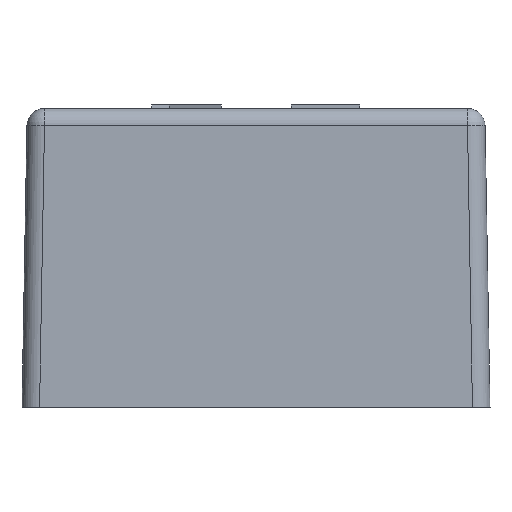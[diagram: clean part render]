
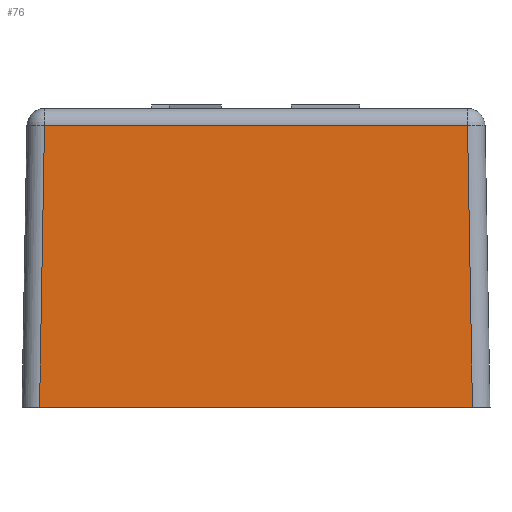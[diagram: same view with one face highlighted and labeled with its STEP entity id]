
A CAD part, left-side view. The second image highlights one B-rep face of the part: STEP entity #76.
In plain terms, the highlighted planar face has unit normal (-1, 0, 0.018).
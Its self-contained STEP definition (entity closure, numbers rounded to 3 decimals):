
#76 = ADVANCED_FACE( '', ( #164 ), #165, .T. );
#164 = FACE_OUTER_BOUND( '', #334, .T. );
#165 = PLANE( '', #335 );
#334 = EDGE_LOOP( '', ( #545, #546, #547, #548 ) );
#335 = AXIS2_PLACEMENT_3D( '', #549, #550, #551 );
#545 = ORIENTED_EDGE( '', *, *, #1199, .T. );
#546 = ORIENTED_EDGE( '', *, *, #1200, .T. );
#547 = ORIENTED_EDGE( '', *, *, #1201, .T. );
#548 = ORIENTED_EDGE( '', *, *, #1202, .T. );
#549 = CARTESIAN_POINT( '', ( -33.733, -33.733, 0. ) );
#550 = DIRECTION( '', ( -1., 0., 0.017 ) );
#551 = DIRECTION( '', ( 0.017, 0., 1. ) );
#1199 = EDGE_CURVE( '', #1418, #1419, #1420, .T. );
#1200 = EDGE_CURVE( '', #1419, #1421, #1422, .F. );
#1201 = EDGE_CURVE( '', #1421, #1423, #1424, .F. );
#1202 = EDGE_CURVE( '', #1423, #1418, #1425, .F. );
#1418 = VERTEX_POINT( '', #1798 );
#1419 = VERTEX_POINT( '', #1799 );
#1420 = LINE( '', #1800, #1801 );
#1421 = VERTEX_POINT( '', #1802 );
#1422 = LINE( '', #1803, #1804 );
#1423 = VERTEX_POINT( '', #1805 );
#1424 = LINE( '', #1806, #1807 );
#1425 = LINE( '', #1808, #1809 );
#1798 = CARTESIAN_POINT( '', ( -33.733, -31.201, 0. ) );
#1799 = CARTESIAN_POINT( '', ( -33.025, -30.493, 40.564 ) );
#1800 = CARTESIAN_POINT( '', ( -33.734, -31.202, -0.044 ) );
#1801 = VECTOR( '', #2270, 1000. );
#1802 = CARTESIAN_POINT( '', ( -33.025, 30.493, 40.564 ) );
#1803 = CARTESIAN_POINT( '', ( -33.025, 30.449, 40.564 ) );
#1804 = VECTOR( '', #2271, 1000. );
#1805 = CARTESIAN_POINT( '', ( -33.733, 31.201, 0. ) );
#1806 = CARTESIAN_POINT( '', ( -33.713, 31.181, 1.133 ) );
#1807 = VECTOR( '', #2272, 1000. );
#1808 = CARTESIAN_POINT( '', ( -33.733, -33.733, 0. ) );
#1809 = VECTOR( '', #2273, 1000. );
#2270 = DIRECTION( '', ( 0.017, 0.017, 1. ) );
#2271 = DIRECTION( '', ( 0., -1., 0. ) );
#2272 = DIRECTION( '', ( 0.017, -0.017, 1. ) );
#2273 = DIRECTION( '', ( 0., 1., 0. ) );
